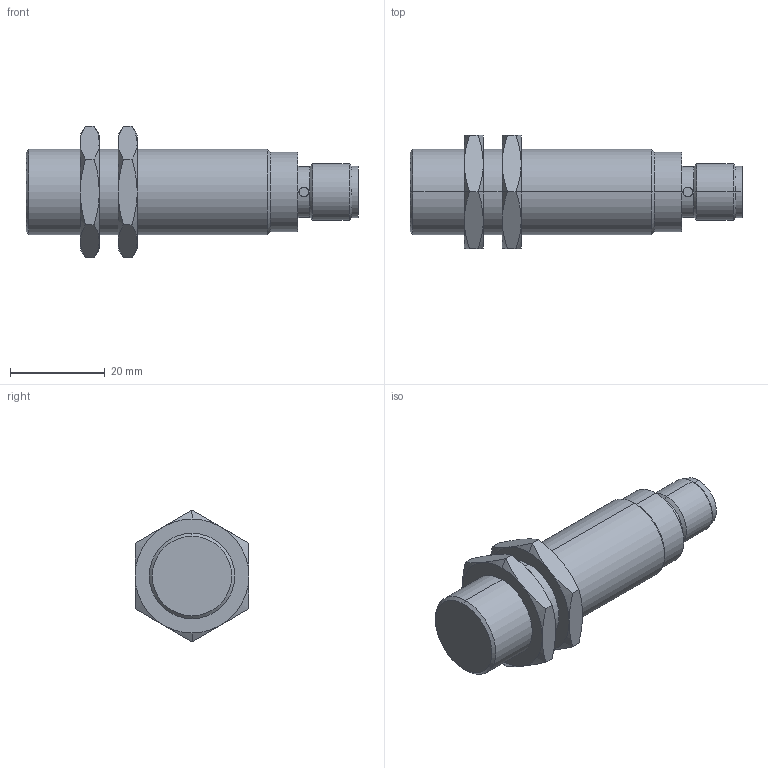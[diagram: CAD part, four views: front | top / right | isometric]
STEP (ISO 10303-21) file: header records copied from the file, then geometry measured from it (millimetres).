
FILE_DESCRIPTION(('starvars output'),'2;1');
FILE_NAME('cv20200403091706000016624.stp','09:17:06 2020/04/03',( 'Thomas Industrial Network Germany GmbH'),( 'Thomas Industrial Network Germany GmbH'),'unknown preprocess','ACIS' ,'unknown authorization');
FILE_SCHEMA(('AUTOMOTIVE_DESIGN_CC2 {UNKNOWN IMPLEMENTATION LEVEL}'));
Length unit declared in the file: millimetre
Products named in the file (1): PRODUCT_ID_1
Bounding box: 70 x 24 x 27.71 mm (x, y, z)
Volume: 17113.5 mm3; surface area: 5544.4 mm2
Topology: 1 solids, 1 shells, 102 faces, 218 edges, 130 vertices
Faces by surface type: cone 40, cylinder 34, plane 28
Entity records: 3145 total; most frequent: CARTESIAN_POINT 576, ORIENTED_EDGE 436, DIRECTION 236, EDGE_CURVE 218, VERTEX_POINT 130, EDGE_LOOP 114, FACE_BOUND 114, STYLED_ITEM 103
